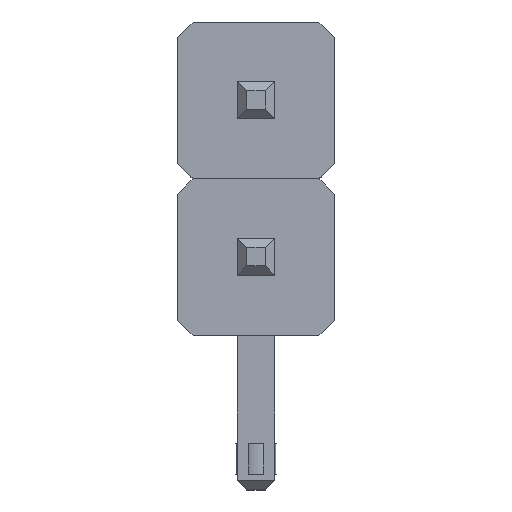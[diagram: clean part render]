
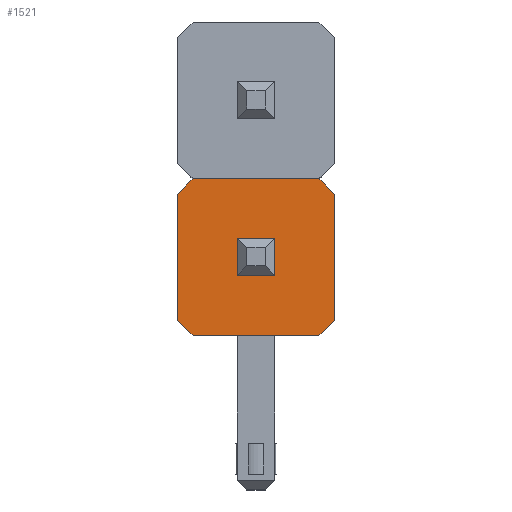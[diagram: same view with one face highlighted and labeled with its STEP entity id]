
A CAD part, top view. The second image highlights one B-rep face of the part: STEP entity #1521.
In plain terms, the highlighted planar face has unit normal (0, 0, 1).
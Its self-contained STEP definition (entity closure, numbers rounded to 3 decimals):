
#28=FACE_BOUND('',#237,.T.);
#63=PLANE('',#1653);
#145=FACE_OUTER_BOUND('',#236,.T.);
#236=EDGE_LOOP('',(#1133,#1134,#1135,#1136,#1137,#1138,#1139,#1140));
#237=EDGE_LOOP('',(#1141,#1142,#1143,#1144));
#353=LINE('',#2271,#529);
#356=LINE('',#2276,#532);
#359=LINE('',#2285,#535);
#363=LINE('',#2293,#539);
#366=LINE('',#2299,#542);
#367=LINE('',#2301,#543);
#368=LINE('',#2303,#544);
#369=LINE('',#2305,#545);
#370=LINE('',#2307,#546);
#371=LINE('',#2308,#547);
#372=LINE('',#2310,#548);
#373=LINE('',#2311,#549);
#529=VECTOR('',#1858,10.);
#532=VECTOR('',#1863,10.);
#535=VECTOR('',#1872,10.);
#539=VECTOR('',#1878,10.);
#542=VECTOR('',#1883,10.);
#543=VECTOR('',#1884,10.);
#544=VECTOR('',#1885,10.);
#545=VECTOR('',#1886,10.);
#546=VECTOR('',#1887,10.);
#547=VECTOR('',#1888,10.);
#548=VECTOR('',#1889,10.);
#549=VECTOR('',#1890,10.);
#719=VERTEX_POINT('',#2268);
#720=VERTEX_POINT('',#2270);
#721=VERTEX_POINT('',#2274);
#723=VERTEX_POINT('',#2283);
#724=VERTEX_POINT('',#2284);
#727=VERTEX_POINT('',#2292);
#729=VERTEX_POINT('',#2298);
#730=VERTEX_POINT('',#2300);
#731=VERTEX_POINT('',#2302);
#732=VERTEX_POINT('',#2304);
#733=VERTEX_POINT('',#2306);
#734=VERTEX_POINT('',#2309);
#869=EDGE_CURVE('',#719,#720,#353,.T.);
#872=EDGE_CURVE('',#721,#719,#356,.T.);
#875=EDGE_CURVE('',#723,#724,#359,.T.);
#879=EDGE_CURVE('',#727,#724,#363,.T.);
#882=EDGE_CURVE('',#723,#729,#366,.T.);
#883=EDGE_CURVE('',#730,#729,#367,.T.);
#884=EDGE_CURVE('',#730,#731,#368,.T.);
#885=EDGE_CURVE('',#732,#731,#369,.T.);
#886=EDGE_CURVE('',#732,#733,#370,.T.);
#887=EDGE_CURVE('',#727,#733,#371,.T.);
#888=EDGE_CURVE('',#720,#734,#372,.T.);
#889=EDGE_CURVE('',#734,#721,#373,.T.);
#1133=ORIENTED_EDGE('',*,*,#875,.F.);
#1134=ORIENTED_EDGE('',*,*,#882,.T.);
#1135=ORIENTED_EDGE('',*,*,#883,.F.);
#1136=ORIENTED_EDGE('',*,*,#884,.T.);
#1137=ORIENTED_EDGE('',*,*,#885,.F.);
#1138=ORIENTED_EDGE('',*,*,#886,.T.);
#1139=ORIENTED_EDGE('',*,*,#887,.F.);
#1140=ORIENTED_EDGE('',*,*,#879,.T.);
#1141=ORIENTED_EDGE('',*,*,#888,.F.);
#1142=ORIENTED_EDGE('',*,*,#869,.F.);
#1143=ORIENTED_EDGE('',*,*,#872,.F.);
#1144=ORIENTED_EDGE('',*,*,#889,.F.);
#1521=ADVANCED_FACE('',(#145,#28),#63,.T.);
#1653=AXIS2_PLACEMENT_3D('',#2297,#1881,#1882);
#1858=DIRECTION('',(-1.,0.,0.));
#1863=DIRECTION('',(0.,1.,0.));
#1872=DIRECTION('',(0.707,-0.707,0.));
#1878=DIRECTION('',(0.,1.,0.));
#1881=DIRECTION('center_axis',(0.,0.,1.));
#1882=DIRECTION('ref_axis',(1.,0.,0.));
#1883=DIRECTION('',(-1.,0.,0.));
#1884=DIRECTION('',(0.707,0.707,0.));
#1885=DIRECTION('',(0.,-1.,0.));
#1886=DIRECTION('',(-0.707,0.707,0.));
#1887=DIRECTION('',(1.,0.,0.));
#1888=DIRECTION('',(-0.707,-0.707,0.));
#1889=DIRECTION('',(0.,-1.,0.));
#1890=DIRECTION('',(1.,0.,0.));
#2268=CARTESIAN_POINT('',(0.,0.6,3.96));
#2270=CARTESIAN_POINT('',(-0.6,0.6,3.96));
#2271=CARTESIAN_POINT('',(-0.15,0.6,3.96));
#2274=CARTESIAN_POINT('',(0.,0.,3.96));
#2276=CARTESIAN_POINT('',(0.,0.15,3.96));
#2283=CARTESIAN_POINT('',(0.72,1.57,3.96));
#2284=CARTESIAN_POINT('',(0.97,1.32,3.96));
#2285=CARTESIAN_POINT('',(0.845,1.445,3.96));
#2292=CARTESIAN_POINT('',(0.97,-0.72,3.96));
#2293=CARTESIAN_POINT('',(0.97,1.57,3.96));
#2297=CARTESIAN_POINT('Origin',(-0.3,0.3,3.96));
#2298=CARTESIAN_POINT('',(-1.32,1.57,3.96));
#2299=CARTESIAN_POINT('',(-1.57,1.57,3.96));
#2300=CARTESIAN_POINT('',(-1.57,1.32,3.96));
#2301=CARTESIAN_POINT('',(-1.445,1.445,3.96));
#2302=CARTESIAN_POINT('',(-1.57,-0.72,3.96));
#2303=CARTESIAN_POINT('',(-1.57,-0.97,3.96));
#2304=CARTESIAN_POINT('',(-1.32,-0.97,3.96));
#2305=CARTESIAN_POINT('',(-1.445,-0.845,3.96));
#2306=CARTESIAN_POINT('',(0.72,-0.97,3.96));
#2307=CARTESIAN_POINT('',(0.97,-0.97,3.96));
#2308=CARTESIAN_POINT('',(0.845,-0.845,3.96));
#2309=CARTESIAN_POINT('',(-0.6,0.,3.96));
#2310=CARTESIAN_POINT('',(-0.6,0.45,3.96));
#2311=CARTESIAN_POINT('',(-0.45,0.,3.96));
